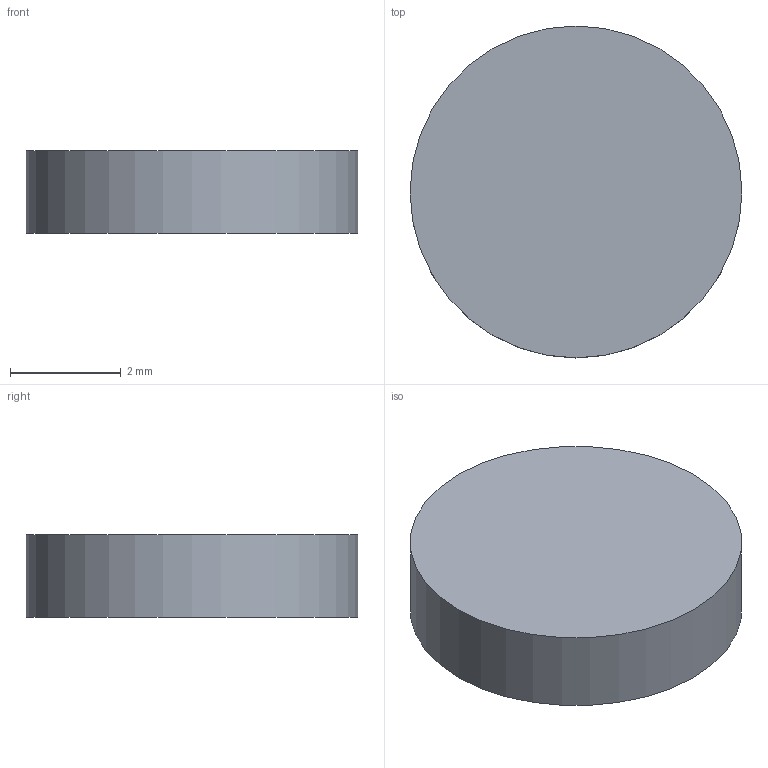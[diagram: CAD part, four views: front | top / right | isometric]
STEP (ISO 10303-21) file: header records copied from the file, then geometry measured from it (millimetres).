
FILE_DESCRIPTION ('Wheels terrestrial with a size of: 5.0 cm ','2;1');
FILE_NAME('KittyCAD Text to CAD model','2024-01-13T22:23:59',('Author'),('KittyCAD'),'KittyCAD Text to CAD','text-to-cad.kittycad.io','Unknown');
FILE_SCHEMA(('AUTOMOTIVE_DESIGN { 1 0 10303 214 1 1 1 1 }'));
Length unit declared in the file: millimetre
Products named in the file (1): KittyCAD Text to CAD
Bounding box: 6 x 6 x 1.5 mm (x, y, z)
Volume: 42.4 mm3; surface area: 84.8 mm2
Topology: 1 solids, 1 shells, 3 faces, 3 edges, 2 vertices
Faces by surface type: plane 2, cylinder 1
Full cylindrical faces by diameter (mm): 6 x1
Entity records: 108 total; most frequent: DIRECTION 19, CARTESIAN_POINT 15, AXIS2_PLACEMENT_3D 6, ORIENTED_EDGE 6, PCURVE 6, DEFINITIONAL_REPRESENTATION 6, LINE 5, VECTOR 5
